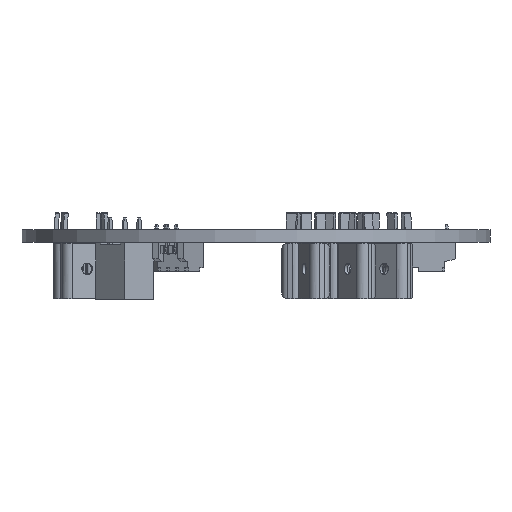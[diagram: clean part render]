
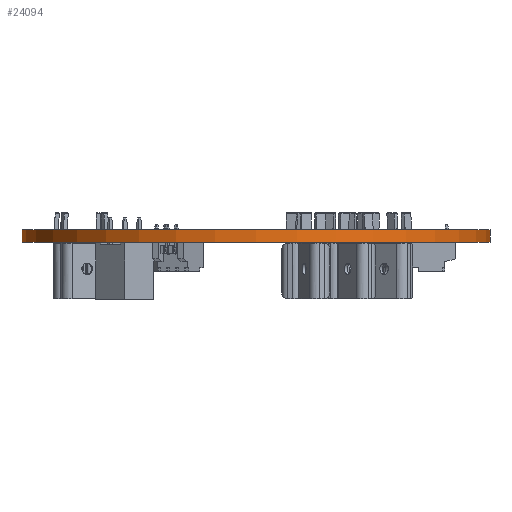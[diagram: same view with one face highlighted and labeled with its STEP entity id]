
A CAD part, front view. The second image highlights one B-rep face of the part: STEP entity #24094.
In plain terms, the highlighted cylindrical face has radius 29 mm (diameter 58 mm), a full revolution.
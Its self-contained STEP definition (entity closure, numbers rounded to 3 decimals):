
#24094 = ADVANCED_FACE('',(#24095),#24108,.T.);
#24095 = FACE_BOUND('',#24096,.T.);
#24096 = EDGE_LOOP('',(#24097,#24131,#24154,#24181));
#24097 = ORIENTED_EDGE('',*,*,#24098,.F.);
#24098 = EDGE_CURVE('',#24099,#24099,#24101,.T.);
#24099 = VERTEX_POINT('',#24100);
#24100 = CARTESIAN_POINT('',(112.268,-96.036,1.6));
#24101 = SURFACE_CURVE('',#24102,(#24107,#24119),.PCURVE_S1.);
#24102 = CIRCLE('',#24103,29.);
#24103 = AXIS2_PLACEMENT_3D('',#24104,#24105,#24106);
#24104 = CARTESIAN_POINT('',(83.268,-96.036,1.6));
#24105 = DIRECTION('',(0.,0.,1.));
#24106 = DIRECTION('',(1.,0.,-0.));
#24107 = PCURVE('',#24108,#24113);
#24108 = CYLINDRICAL_SURFACE('',#24109,29.);
#24109 = AXIS2_PLACEMENT_3D('',#24110,#24111,#24112);
#24110 = CARTESIAN_POINT('',(83.268,-96.036,0.));
#24111 = DIRECTION('',(0.,0.,1.));
#24112 = DIRECTION('',(1.,0.,-0.));
#24113 = DEFINITIONAL_REPRESENTATION('',(#24114),#24118);
#24114 = LINE('',#24115,#24116);
#24115 = CARTESIAN_POINT('',(0.,1.6));
#24116 = VECTOR('',#24117,1.);
#24117 = DIRECTION('',(1.,0.));
#24118 = ( GEOMETRIC_REPRESENTATION_CONTEXT(2) 
PARAMETRIC_REPRESENTATION_CONTEXT() REPRESENTATION_CONTEXT('2D SPACE',''
  ) );
#24119 = PCURVE('',#24120,#24125);
#24120 = PLANE('',#24121);
#24121 = AXIS2_PLACEMENT_3D('',#24122,#24123,#24124);
#24122 = CARTESIAN_POINT('',(83.268,-96.036,1.6));
#24123 = DIRECTION('',(0.,0.,1.));
#24124 = DIRECTION('',(1.,0.,-0.));
#24125 = DEFINITIONAL_REPRESENTATION('',(#24126),#24130);
#24126 = CIRCLE('',#24127,29.);
#24127 = AXIS2_PLACEMENT_2D('',#24128,#24129);
#24128 = CARTESIAN_POINT('',(0.,0.));
#24129 = DIRECTION('',(1.,0.));
#24130 = ( GEOMETRIC_REPRESENTATION_CONTEXT(2) 
PARAMETRIC_REPRESENTATION_CONTEXT() REPRESENTATION_CONTEXT('2D SPACE',''
  ) );
#24131 = ORIENTED_EDGE('',*,*,#24132,.F.);
#24132 = EDGE_CURVE('',#24133,#24099,#24135,.T.);
#24133 = VERTEX_POINT('',#24134);
#24134 = CARTESIAN_POINT('',(112.268,-96.036,0.));
#24135 = SEAM_CURVE('',#24136,(#24140,#24147),.PCURVE_S1.);
#24136 = LINE('',#24137,#24138);
#24137 = CARTESIAN_POINT('',(112.268,-96.036,0.));
#24138 = VECTOR('',#24139,1.);
#24139 = DIRECTION('',(0.,0.,1.));
#24140 = PCURVE('',#24108,#24141);
#24141 = DEFINITIONAL_REPRESENTATION('',(#24142),#24146);
#24142 = LINE('',#24143,#24144);
#24143 = CARTESIAN_POINT('',(6.283,-0.));
#24144 = VECTOR('',#24145,1.);
#24145 = DIRECTION('',(0.,1.));
#24146 = ( GEOMETRIC_REPRESENTATION_CONTEXT(2) 
PARAMETRIC_REPRESENTATION_CONTEXT() REPRESENTATION_CONTEXT('2D SPACE',''
  ) );
#24147 = PCURVE('',#24108,#24148);
#24148 = DEFINITIONAL_REPRESENTATION('',(#24149),#24153);
#24149 = LINE('',#24150,#24151);
#24150 = CARTESIAN_POINT('',(0.,-0.));
#24151 = VECTOR('',#24152,1.);
#24152 = DIRECTION('',(0.,1.));
#24153 = ( GEOMETRIC_REPRESENTATION_CONTEXT(2) 
PARAMETRIC_REPRESENTATION_CONTEXT() REPRESENTATION_CONTEXT('2D SPACE',''
  ) );
#24154 = ORIENTED_EDGE('',*,*,#24155,.T.);
#24155 = EDGE_CURVE('',#24133,#24133,#24156,.T.);
#24156 = SURFACE_CURVE('',#24157,(#24162,#24169),.PCURVE_S1.);
#24157 = CIRCLE('',#24158,29.);
#24158 = AXIS2_PLACEMENT_3D('',#24159,#24160,#24161);
#24159 = CARTESIAN_POINT('',(83.268,-96.036,0.));
#24160 = DIRECTION('',(0.,0.,1.));
#24161 = DIRECTION('',(1.,0.,-0.));
#24162 = PCURVE('',#24108,#24163);
#24163 = DEFINITIONAL_REPRESENTATION('',(#24164),#24168);
#24164 = LINE('',#24165,#24166);
#24165 = CARTESIAN_POINT('',(0.,0.));
#24166 = VECTOR('',#24167,1.);
#24167 = DIRECTION('',(1.,0.));
#24168 = ( GEOMETRIC_REPRESENTATION_CONTEXT(2) 
PARAMETRIC_REPRESENTATION_CONTEXT() REPRESENTATION_CONTEXT('2D SPACE',''
  ) );
#24169 = PCURVE('',#24170,#24175);
#24170 = PLANE('',#24171);
#24171 = AXIS2_PLACEMENT_3D('',#24172,#24173,#24174);
#24172 = CARTESIAN_POINT('',(83.268,-96.036,0.));
#24173 = DIRECTION('',(0.,0.,1.));
#24174 = DIRECTION('',(1.,0.,-0.));
#24175 = DEFINITIONAL_REPRESENTATION('',(#24176),#24180);
#24176 = CIRCLE('',#24177,29.);
#24177 = AXIS2_PLACEMENT_2D('',#24178,#24179);
#24178 = CARTESIAN_POINT('',(0.,0.));
#24179 = DIRECTION('',(1.,0.));
#24180 = ( GEOMETRIC_REPRESENTATION_CONTEXT(2) 
PARAMETRIC_REPRESENTATION_CONTEXT() REPRESENTATION_CONTEXT('2D SPACE',''
  ) );
#24181 = ORIENTED_EDGE('',*,*,#24132,.T.);
